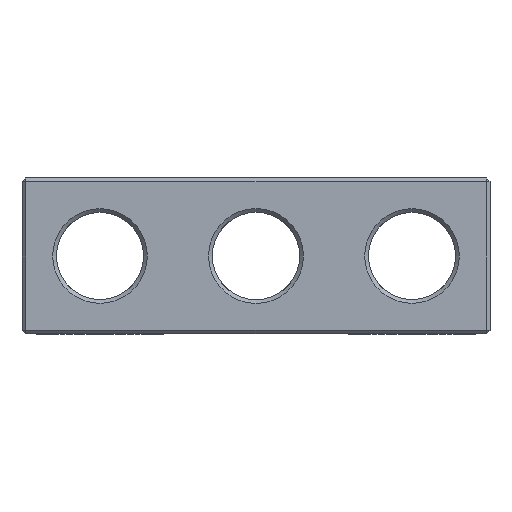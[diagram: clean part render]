
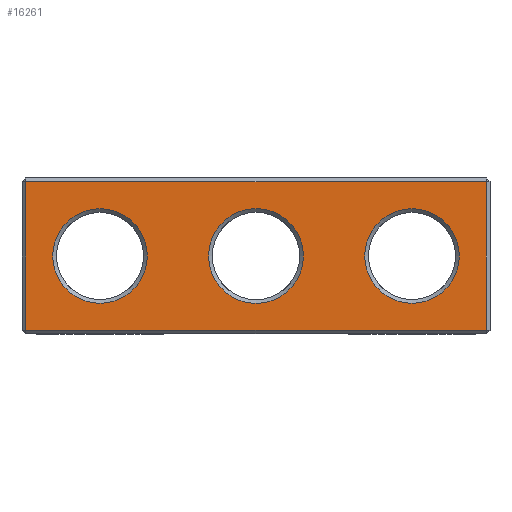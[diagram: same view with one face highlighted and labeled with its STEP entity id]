
A CAD part, front view. The second image highlights one B-rep face of the part: STEP entity #16261.
In plain terms, the highlighted planar face has unit normal (0, -1, 0).
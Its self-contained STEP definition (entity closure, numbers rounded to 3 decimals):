
#1553 = PLANE('',#1554);
#1554 = AXIS2_PLACEMENT_3D('',#1555,#1556,#1557);
#1555 = CARTESIAN_POINT('',(-31.25,-6.1,0.15));
#1556 = DIRECTION('',(0.,-0.707,-0.707));
#1557 = DIRECTION('',(-1.,-0.,-0.));
#10109 = VERTEX_POINT('',#10110);
#10110 = CARTESIAN_POINT('',(-30.95,-6.25,0.3));
#10136 = EDGE_CURVE('',#10109,#10137,#10139,.T.);
#10137 = VERTEX_POINT('',#10138);
#10138 = CARTESIAN_POINT('',(5.95,-6.25,0.3));
#10139 = SURFACE_CURVE('',#10140,(#10144,#10151),.PCURVE_S1.);
#10140 = LINE('',#10141,#10142);
#10141 = CARTESIAN_POINT('',(-31.25,-6.25,0.3));
#10142 = VECTOR('',#10143,1.);
#10143 = DIRECTION('',(1.,0.,0.));
#10144 = PCURVE('',#1553,#10145);
#10145 = DEFINITIONAL_REPRESENTATION('',(#10146),#10150);
#10146 = LINE('',#10147,#10148);
#10147 = CARTESIAN_POINT('',(-0.,-0.212));
#10148 = VECTOR('',#10149,1.);
#10149 = DIRECTION('',(-1.,0.));
#10150 = ( GEOMETRIC_REPRESENTATION_CONTEXT(2) 
PARAMETRIC_REPRESENTATION_CONTEXT() REPRESENTATION_CONTEXT('2D SPACE',''
  ) );
#10151 = PCURVE('',#10152,#10157);
#10152 = PLANE('',#10153);
#10153 = AXIS2_PLACEMENT_3D('',#10154,#10155,#10156);
#10154 = CARTESIAN_POINT('',(-31.25,-6.25,0.));
#10155 = DIRECTION('',(0.,1.,0.));
#10156 = DIRECTION('',(1.,0.,0.));
#10157 = DEFINITIONAL_REPRESENTATION('',(#10158),#10162);
#10158 = LINE('',#10159,#10160);
#10159 = CARTESIAN_POINT('',(0.,-0.3));
#10160 = VECTOR('',#10161,1.);
#10161 = DIRECTION('',(1.,0.));
#10162 = ( GEOMETRIC_REPRESENTATION_CONTEXT(2) 
PARAMETRIC_REPRESENTATION_CONTEXT() REPRESENTATION_CONTEXT('2D SPACE',''
  ) );
#15833 = PLANE('',#15834);
#15834 = AXIS2_PLACEMENT_3D('',#15835,#15836,#15837);
#15835 = CARTESIAN_POINT('',(6.1,-6.1,0.));
#15836 = DIRECTION('',(0.707,-0.707,0.));
#15837 = DIRECTION('',(-0.,-0.,-1.));
#16250 = PLANE('',#16251);
#16251 = AXIS2_PLACEMENT_3D('',#16252,#16253,#16254);
#16252 = CARTESIAN_POINT('',(-31.1,-6.1,0.));
#16253 = DIRECTION('',(-0.707,-0.707,0.));
#16254 = DIRECTION('',(-0.,-0.,-1.));
#16261 = ADVANCED_FACE('',(#16262,#16337,#16372,#16403),#10152,.F.);
#16262 = FACE_BOUND('',#16263,.F.);
#16263 = EDGE_LOOP('',(#16264,#16294,#16315,#16316));
#16264 = ORIENTED_EDGE('',*,*,#16265,.T.);
#16265 = EDGE_CURVE('',#16266,#16268,#16270,.T.);
#16266 = VERTEX_POINT('',#16267);
#16267 = CARTESIAN_POINT('',(-30.95,-6.25,12.2));
#16268 = VERTEX_POINT('',#16269);
#16269 = CARTESIAN_POINT('',(5.95,-6.25,12.2));
#16270 = SURFACE_CURVE('',#16271,(#16275,#16282),.PCURVE_S1.);
#16271 = LINE('',#16272,#16273);
#16272 = CARTESIAN_POINT('',(-31.25,-6.25,12.2));
#16273 = VECTOR('',#16274,1.);
#16274 = DIRECTION('',(1.,0.,0.));
#16275 = PCURVE('',#10152,#16276);
#16276 = DEFINITIONAL_REPRESENTATION('',(#16277),#16281);
#16277 = LINE('',#16278,#16279);
#16278 = CARTESIAN_POINT('',(0.,-12.2));
#16279 = VECTOR('',#16280,1.);
#16280 = DIRECTION('',(1.,0.));
#16281 = ( GEOMETRIC_REPRESENTATION_CONTEXT(2) 
PARAMETRIC_REPRESENTATION_CONTEXT() REPRESENTATION_CONTEXT('2D SPACE',''
  ) );
#16282 = PCURVE('',#16283,#16288);
#16283 = PLANE('',#16284);
#16284 = AXIS2_PLACEMENT_3D('',#16285,#16286,#16287);
#16285 = CARTESIAN_POINT('',(-31.25,-6.1,12.35));
#16286 = DIRECTION('',(0.,0.707,-0.707));
#16287 = DIRECTION('',(-1.,-0.,-0.));
#16288 = DEFINITIONAL_REPRESENTATION('',(#16289),#16293);
#16289 = LINE('',#16290,#16291);
#16290 = CARTESIAN_POINT('',(-0.,-0.212));
#16291 = VECTOR('',#16292,1.);
#16292 = DIRECTION('',(-1.,0.));
#16293 = ( GEOMETRIC_REPRESENTATION_CONTEXT(2) 
PARAMETRIC_REPRESENTATION_CONTEXT() REPRESENTATION_CONTEXT('2D SPACE',''
  ) );
#16294 = ORIENTED_EDGE('',*,*,#16295,.F.);
#16295 = EDGE_CURVE('',#10137,#16268,#16296,.T.);
#16296 = SURFACE_CURVE('',#16297,(#16301,#16308),.PCURVE_S1.);
#16297 = LINE('',#16298,#16299);
#16298 = CARTESIAN_POINT('',(5.95,-6.25,0.));
#16299 = VECTOR('',#16300,1.);
#16300 = DIRECTION('',(0.,0.,1.));
#16301 = PCURVE('',#10152,#16302);
#16302 = DEFINITIONAL_REPRESENTATION('',(#16303),#16307);
#16303 = LINE('',#16304,#16305);
#16304 = CARTESIAN_POINT('',(37.2,0.));
#16305 = VECTOR('',#16306,1.);
#16306 = DIRECTION('',(0.,-1.));
#16307 = ( GEOMETRIC_REPRESENTATION_CONTEXT(2) 
PARAMETRIC_REPRESENTATION_CONTEXT() REPRESENTATION_CONTEXT('2D SPACE',''
  ) );
#16308 = PCURVE('',#15833,#16309);
#16309 = DEFINITIONAL_REPRESENTATION('',(#16310),#16314);
#16310 = LINE('',#16311,#16312);
#16311 = CARTESIAN_POINT('',(-0.,-0.212));
#16312 = VECTOR('',#16313,1.);
#16313 = DIRECTION('',(-1.,0.));
#16314 = ( GEOMETRIC_REPRESENTATION_CONTEXT(2) 
PARAMETRIC_REPRESENTATION_CONTEXT() REPRESENTATION_CONTEXT('2D SPACE',''
  ) );
#16315 = ORIENTED_EDGE('',*,*,#10136,.F.);
#16316 = ORIENTED_EDGE('',*,*,#16317,.T.);
#16317 = EDGE_CURVE('',#10109,#16266,#16318,.T.);
#16318 = SURFACE_CURVE('',#16319,(#16323,#16330),.PCURVE_S1.);
#16319 = LINE('',#16320,#16321);
#16320 = CARTESIAN_POINT('',(-30.95,-6.25,0.));
#16321 = VECTOR('',#16322,1.);
#16322 = DIRECTION('',(0.,0.,1.));
#16323 = PCURVE('',#10152,#16324);
#16324 = DEFINITIONAL_REPRESENTATION('',(#16325),#16329);
#16325 = LINE('',#16326,#16327);
#16326 = CARTESIAN_POINT('',(0.3,0.));
#16327 = VECTOR('',#16328,1.);
#16328 = DIRECTION('',(0.,-1.));
#16329 = ( GEOMETRIC_REPRESENTATION_CONTEXT(2) 
PARAMETRIC_REPRESENTATION_CONTEXT() REPRESENTATION_CONTEXT('2D SPACE',''
  ) );
#16330 = PCURVE('',#16250,#16331);
#16331 = DEFINITIONAL_REPRESENTATION('',(#16332),#16336);
#16332 = LINE('',#16333,#16334);
#16333 = CARTESIAN_POINT('',(-0.,0.212));
#16334 = VECTOR('',#16335,1.);
#16335 = DIRECTION('',(-1.,0.));
#16336 = ( GEOMETRIC_REPRESENTATION_CONTEXT(2) 
PARAMETRIC_REPRESENTATION_CONTEXT() REPRESENTATION_CONTEXT('2D SPACE',''
  ) );
#16337 = FACE_BOUND('',#16338,.F.);
#16338 = EDGE_LOOP('',(#16339));
#16339 = ORIENTED_EDGE('',*,*,#16340,.T.);
#16340 = EDGE_CURVE('',#16341,#16341,#16343,.T.);
#16341 = VERTEX_POINT('',#16342);
#16342 = CARTESIAN_POINT('',(-25.,-6.25,10.04));
#16343 = SURFACE_CURVE('',#16344,(#16349,#16360),.PCURVE_S1.);
#16344 = CIRCLE('',#16345,3.79);
#16345 = AXIS2_PLACEMENT_3D('',#16346,#16347,#16348);
#16346 = CARTESIAN_POINT('',(-25.,-6.25,6.25));
#16347 = DIRECTION('',(0.,-1.,0.));
#16348 = DIRECTION('',(0.,0.,1.));
#16349 = PCURVE('',#10152,#16350);
#16350 = DEFINITIONAL_REPRESENTATION('',(#16351),#16359);
#16351 = ( BOUNDED_CURVE() B_SPLINE_CURVE(2,(#16352,#16353,#16354,#16355
    ,#16356,#16357,#16358),.UNSPECIFIED.,.T.,.F.) 
B_SPLINE_CURVE_WITH_KNOTS((1,2,2,2,2,1),(-2.094,0.,
    2.094,4.189,6.283,8.378),
.UNSPECIFIED.) CURVE() GEOMETRIC_REPRESENTATION_ITEM() 
RATIONAL_B_SPLINE_CURVE((1.,0.5,1.,0.5,1.,0.5,1.)) REPRESENTATION_ITEM(
  '') );
#16352 = CARTESIAN_POINT('',(6.25,-10.04));
#16353 = CARTESIAN_POINT('',(-0.314,-10.04));
#16354 = CARTESIAN_POINT('',(2.968,-4.355));
#16355 = CARTESIAN_POINT('',(6.25,1.33));
#16356 = CARTESIAN_POINT('',(9.532,-4.355));
#16357 = CARTESIAN_POINT('',(12.814,-10.04));
#16358 = CARTESIAN_POINT('',(6.25,-10.04));
#16359 = ( GEOMETRIC_REPRESENTATION_CONTEXT(2) 
PARAMETRIC_REPRESENTATION_CONTEXT() REPRESENTATION_CONTEXT('2D SPACE',''
  ) );
#16360 = PCURVE('',#16361,#16366);
#16361 = CONICAL_SURFACE('',#16362,3.49,0.785);
#16362 = AXIS2_PLACEMENT_3D('',#16363,#16364,#16365);
#16363 = CARTESIAN_POINT('',(-25.,-5.95,6.25));
#16364 = DIRECTION('',(0.,-1.,0.));
#16365 = DIRECTION('',(0.,0.,1.));
#16366 = DEFINITIONAL_REPRESENTATION('',(#16367),#16371);
#16367 = LINE('',#16368,#16369);
#16368 = CARTESIAN_POINT('',(0.,0.3));
#16369 = VECTOR('',#16370,1.);
#16370 = DIRECTION('',(1.,0.));
#16371 = ( GEOMETRIC_REPRESENTATION_CONTEXT(2) 
PARAMETRIC_REPRESENTATION_CONTEXT() REPRESENTATION_CONTEXT('2D SPACE',''
  ) );
#16372 = FACE_BOUND('',#16373,.F.);
#16373 = EDGE_LOOP('',(#16374));
#16374 = ORIENTED_EDGE('',*,*,#16375,.F.);
#16375 = EDGE_CURVE('',#16376,#16376,#16378,.T.);
#16376 = VERTEX_POINT('',#16377);
#16377 = CARTESIAN_POINT('',(-12.5,-6.25,10.05));
#16378 = SURFACE_CURVE('',#16379,(#16384,#16391),.PCURVE_S1.);
#16379 = CIRCLE('',#16380,3.8);
#16380 = AXIS2_PLACEMENT_3D('',#16381,#16382,#16383);
#16381 = CARTESIAN_POINT('',(-12.5,-6.25,6.25));
#16382 = DIRECTION('',(0.,1.,0.));
#16383 = DIRECTION('',(0.,0.,1.));
#16384 = PCURVE('',#10152,#16385);
#16385 = DEFINITIONAL_REPRESENTATION('',(#16386),#16390);
#16386 = CIRCLE('',#16387,3.8);
#16387 = AXIS2_PLACEMENT_2D('',#16388,#16389);
#16388 = CARTESIAN_POINT('',(18.75,-6.25));
#16389 = DIRECTION('',(0.,-1.));
#16390 = ( GEOMETRIC_REPRESENTATION_CONTEXT(2) 
PARAMETRIC_REPRESENTATION_CONTEXT() REPRESENTATION_CONTEXT('2D SPACE',''
  ) );
#16391 = PCURVE('',#16392,#16397);
#16392 = CONICAL_SURFACE('',#16393,3.5,0.785);
#16393 = AXIS2_PLACEMENT_3D('',#16394,#16395,#16396);
#16394 = CARTESIAN_POINT('',(-12.5,-5.95,6.25));
#16395 = DIRECTION('',(0.,-1.,0.));
#16396 = DIRECTION('',(0.,0.,1.));
#16397 = DEFINITIONAL_REPRESENTATION('',(#16398),#16402);
#16398 = LINE('',#16399,#16400);
#16399 = CARTESIAN_POINT('',(-0.,0.3));
#16400 = VECTOR('',#16401,1.);
#16401 = DIRECTION('',(-1.,0.));
#16402 = ( GEOMETRIC_REPRESENTATION_CONTEXT(2) 
PARAMETRIC_REPRESENTATION_CONTEXT() REPRESENTATION_CONTEXT('2D SPACE',''
  ) );
#16403 = FACE_BOUND('',#16404,.F.);
#16404 = EDGE_LOOP('',(#16405));
#16405 = ORIENTED_EDGE('',*,*,#16406,.F.);
#16406 = EDGE_CURVE('',#16407,#16407,#16409,.T.);
#16407 = VERTEX_POINT('',#16408);
#16408 = CARTESIAN_POINT('',(0.,-6.25,10.04));
#16409 = SURFACE_CURVE('',#16410,(#16415,#16422),.PCURVE_S1.);
#16410 = CIRCLE('',#16411,3.79);
#16411 = AXIS2_PLACEMENT_3D('',#16412,#16413,#16414);
#16412 = CARTESIAN_POINT('',(0.,-6.25,6.25));
#16413 = DIRECTION('',(0.,1.,0.));
#16414 = DIRECTION('',(0.,0.,1.));
#16415 = PCURVE('',#10152,#16416);
#16416 = DEFINITIONAL_REPRESENTATION('',(#16417),#16421);
#16417 = CIRCLE('',#16418,3.79);
#16418 = AXIS2_PLACEMENT_2D('',#16419,#16420);
#16419 = CARTESIAN_POINT('',(31.25,-6.25));
#16420 = DIRECTION('',(0.,-1.));
#16421 = ( GEOMETRIC_REPRESENTATION_CONTEXT(2) 
PARAMETRIC_REPRESENTATION_CONTEXT() REPRESENTATION_CONTEXT('2D SPACE',''
  ) );
#16422 = PCURVE('',#16423,#16428);
#16423 = CONICAL_SURFACE('',#16424,3.79,0.785);
#16424 = AXIS2_PLACEMENT_3D('',#16425,#16426,#16427);
#16425 = CARTESIAN_POINT('',(0.,-6.25,6.25));
#16426 = DIRECTION('',(0.,-1.,0.));
#16427 = DIRECTION('',(0.,0.,1.));
#16428 = DEFINITIONAL_REPRESENTATION('',(#16429),#16433);
#16429 = LINE('',#16430,#16431);
#16430 = CARTESIAN_POINT('',(-0.,-0.));
#16431 = VECTOR('',#16432,1.);
#16432 = DIRECTION('',(-1.,-0.));
#16433 = ( GEOMETRIC_REPRESENTATION_CONTEXT(2) 
PARAMETRIC_REPRESENTATION_CONTEXT() REPRESENTATION_CONTEXT('2D SPACE',''
  ) );
